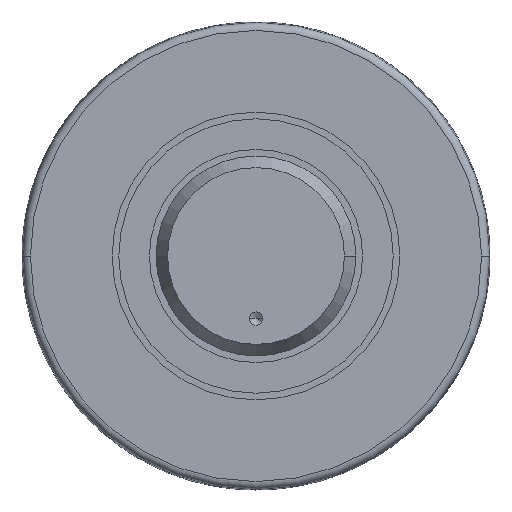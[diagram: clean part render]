
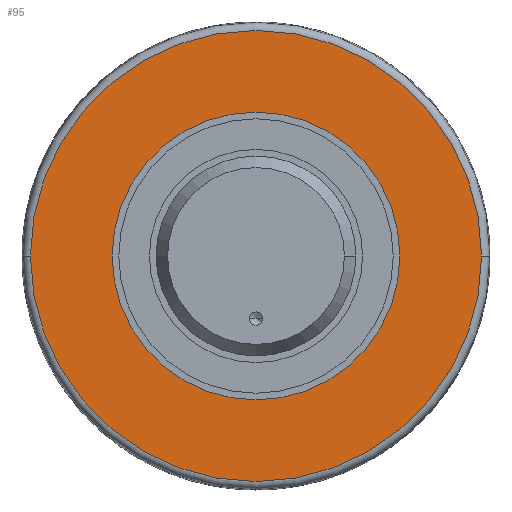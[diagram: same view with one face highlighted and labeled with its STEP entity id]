
A CAD part, left-side view. The second image highlights one B-rep face of the part: STEP entity #95.
In plain terms, the highlighted planar face has unit normal (-1, 0, 0).
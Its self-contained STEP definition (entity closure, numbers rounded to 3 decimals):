
#95=ADVANCED_FACE('',(#186,#187),#188,.F.);
#186=FACE_OUTER_BOUND('',#331,.T.);
#187=FACE_BOUND('',#332,.T.);
#188=PLANE('',#333);
#331=EDGE_LOOP('',(#570,#571));
#332=EDGE_LOOP('',(#572,#573));
#333=AXIS2_PLACEMENT_3D('',#574,#575,#576);
#570=ORIENTED_EDGE('',*,*,#969,.F.);
#571=ORIENTED_EDGE('',*,*,#970,.T.);
#572=ORIENTED_EDGE('',*,*,#965,.F.);
#573=ORIENTED_EDGE('',*,*,#968,.T.);
#574=CARTESIAN_POINT('',(12.0,0.,0.));
#575=DIRECTION('',(1.0,0.,0.));
#576=DIRECTION('',(0.,0.,-1.0));
#965=EDGE_CURVE('',#1144,#1145,#1146,.T.);
#968=EDGE_CURVE('',#1144,#1145,#1149,.F.);
#969=EDGE_CURVE('',#1150,#1151,#1152,.T.);
#970=EDGE_CURVE('',#1150,#1151,#1153,.T.);
#1144=VERTEX_POINT('',#1436);
#1145=VERTEX_POINT('',#1437);
#1146=CIRCLE('',#1438,54.0);
#1149=CIRCLE('',#1443,54.0);
#1150=VERTEX_POINT('',#1444);
#1151=VERTEX_POINT('',#1445);
#1152=CIRCLE('',#1446,84.648);
#1153=CIRCLE('',#1447,84.648);
#1436=CARTESIAN_POINT('',(12.0,-54.0,0.));
#1437=CARTESIAN_POINT('',(12.0,54.0,0.));
#1438=AXIS2_PLACEMENT_3D('',#1854,#1855,#1856);
#1443=AXIS2_PLACEMENT_3D('',#1859,#1860,#1861);
#1444=CARTESIAN_POINT('',(11.98,-84.648,0.));
#1445=CARTESIAN_POINT('',(11.98,84.648,0.));
#1446=AXIS2_PLACEMENT_3D('',#1862,#1863,#1864);
#1447=AXIS2_PLACEMENT_3D('',#1865,#1866,#1867);
#1854=CARTESIAN_POINT('',(12.0,0.,0.));
#1855=DIRECTION('',(-1.0,0.,0.));
#1856=DIRECTION('',(0.0,1.0,0.));
#1859=CARTESIAN_POINT('',(12.0,0.,0.));
#1860=DIRECTION('',(-1.0,0.,0.));
#1861=DIRECTION('',(0.0,1.0,0.));
#1862=CARTESIAN_POINT('',(12.0,0.,0.));
#1863=DIRECTION('',(1.0,0.,0.));
#1864=DIRECTION('',(0.0,-1.0,0.));
#1865=CARTESIAN_POINT('',(12.0,0.,0.));
#1866=DIRECTION('',(-1.0,0.,0.));
#1867=DIRECTION('',(0.0,-1.0,0.));
